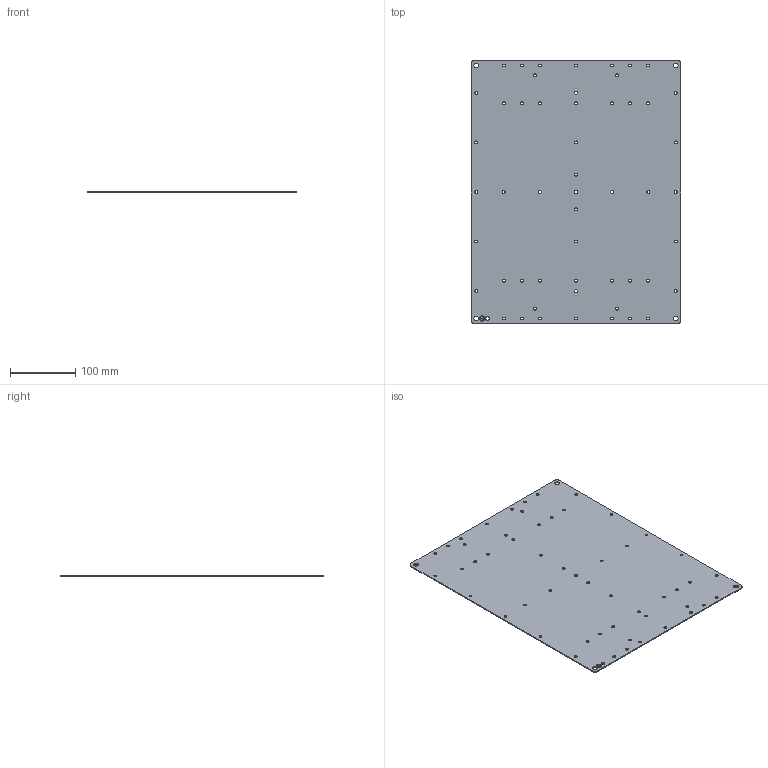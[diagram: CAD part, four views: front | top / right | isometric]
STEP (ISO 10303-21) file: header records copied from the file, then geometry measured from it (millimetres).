
FILE_DESCRIPTION(('CATIA V5R24 STEP','CAx-IF Rec.Pracs.--- Model Styling and Organization---1.2---2011-12-15'),'2;1');
FILE_NAME ('D1450337_0_1257700000_1257700000.stp','2018-09-19T08:26:25+00:00',('none'),('Weidmueller'),'CATIA Version 5-6 Release 2014 SP4 HF52','CATIA V5 STEP AP214','none');
FILE_SCHEMA(('AUTOMOTIVE_DESIGN { 1 0 10303 214 1 1 1 1 }'));
Length unit declared in the file: millimetre
Products named in the file (1): MOPL_KTB_458x382_MSZN_H
Bounding box: 321 x 403 x 1.5 mm (x, y, z)
Volume: 192462.1 mm3; surface area: 260072.9 mm2
Topology: 1 solids, 1 shells, 503 faces, 1488 edges, 992 vertices
Faces by surface type: cylinder 476, plane 27
Entity records: 20733 total; most frequent: CARTESIAN_POINT 7481, ORIENTED_EDGE 2976, DIRECTION 2009, EDGE_CURVE 1488, VERTEX_POINT 992, AXIS2_PLACEMENT_3D 976, EDGE_LOOP 624, VECTOR 536
